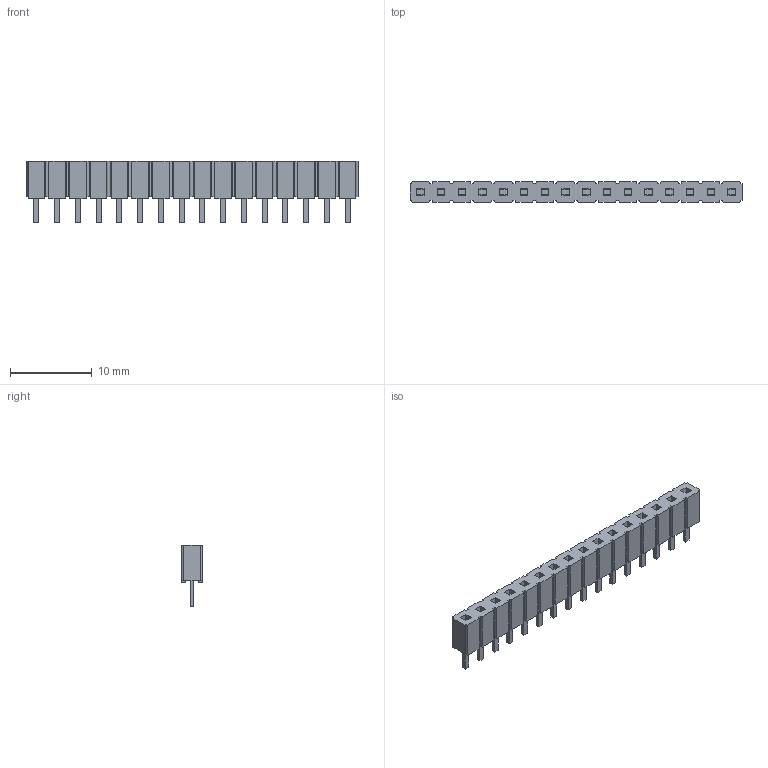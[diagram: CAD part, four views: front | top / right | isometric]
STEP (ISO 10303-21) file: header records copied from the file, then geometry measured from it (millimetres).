
FILE_DESCRIPTION(('FreeCAD Model'),'2;1');
FILE_NAME('Compound.step', '2016-05-06T09:52:38',('Author'),(''), 'Open CASCADE STEP processor 6.8','FreeCAD','Unknown');
FILE_SCHEMA(('AUTOMOTIVE_DESIGN_CC2 { 1 2 10303 214 -1 1 5 4 }'));
Length unit declared in the file: millimetre
Products named in the file (1): Compound
Bounding box: 40.64 x 2.54 x 7.49 mm (x, y, z)
Volume: 602.4 mm3; surface area: 1526.9 mm2
Topology: 2 solids, 2 shells, 508 faces, 1304 edges, 848 vertices
Faces by surface type: plane 508
Entity records: 35515 total; most frequent: CARTESIAN_POINT 5269, DIRECTION 4930, LINE 3912, VECTOR 3912, ORIENTED_EDGE 2608, PCURVE 2608, DEFINITIONAL_REPRESENTATION 2608, EDGE_CURVE 1304
